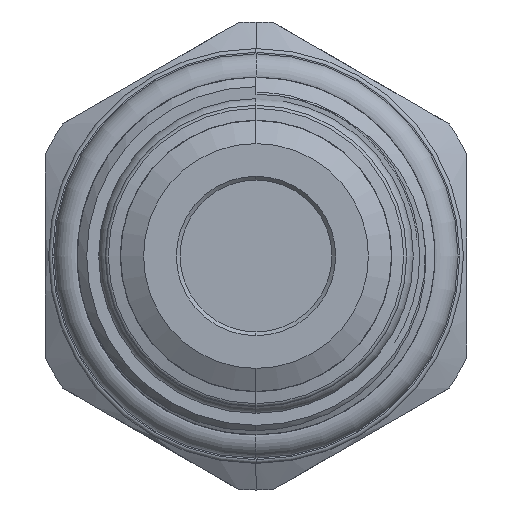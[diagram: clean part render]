
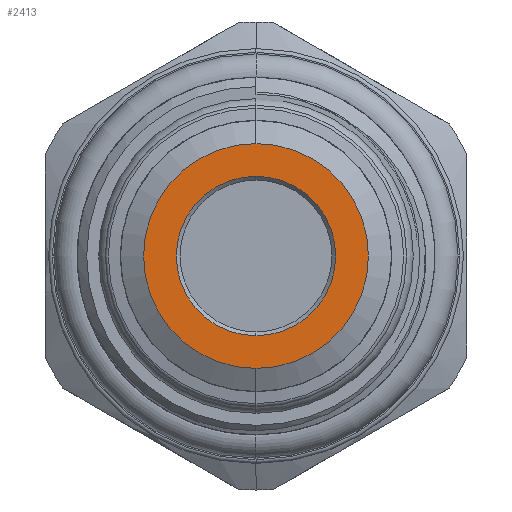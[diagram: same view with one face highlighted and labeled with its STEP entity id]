
A CAD part, left-side view. The second image highlights one B-rep face of the part: STEP entity #2413.
In plain terms, the highlighted planar face has unit normal (-1, 0, 0).
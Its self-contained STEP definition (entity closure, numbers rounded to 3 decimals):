
#359 = DIRECTION ( 'NONE',  ( 0., 0., -1. ) ) ;
#450 = EDGE_LOOP ( 'NONE', ( #3831, #6849 ) ) ;
#453 = DIRECTION ( 'NONE',  ( -1., 0., 0. ) ) ;
#763 = DIRECTION ( 'NONE',  ( 1., 0., 0. ) ) ;
#908 = CARTESIAN_POINT ( 'NONE',  ( -29.54, 0., -5.923 ) ) ;
#987 = DIRECTION ( 'NONE',  ( 0., 0., -1. ) ) ;
#1093 = PLANE ( 'NONE',  #3553 ) ;
#1525 = CIRCLE ( 'NONE', #4578, 5.923 ) ;
#1769 = AXIS2_PLACEMENT_3D ( 'NONE', #7601, #8320, #359 ) ;
#1785 = DIRECTION ( 'NONE',  ( 0., 0., 1. ) ) ;
#1866 = FACE_BOUND ( 'NONE', #450, .T. ) ;
#2105 = DIRECTION ( 'NONE',  ( 0., 0., -1. ) ) ;
#2205 = EDGE_CURVE ( 'NONE', #3929, #7220, #3972, .T. ) ;
#2231 = CIRCLE ( 'NONE', #1769, 4.2 ) ;
#2257 = VERTEX_POINT ( 'NONE', #2285 ) ;
#2285 = CARTESIAN_POINT ( 'NONE',  ( -29.54, 0., 5.923 ) ) ;
#2403 = CARTESIAN_POINT ( 'NONE',  ( -29.54, 0., 0. ) ) ;
#2413 = ADVANCED_FACE ( 'NONE', ( #1866, #5761 ), #1093, .F. ) ;
#2426 = CARTESIAN_POINT ( 'NONE',  ( -29.54, 0., 0. ) ) ;
#2571 = EDGE_CURVE ( 'NONE', #7885, #2257, #6581, .T. ) ;
#2686 = EDGE_LOOP ( 'NONE', ( #5031, #7060 ) ) ;
#3099 = DIRECTION ( 'NONE',  ( 1., 0., 0. ) ) ;
#3189 = DIRECTION ( 'NONE',  ( -1., 0., 0. ) ) ;
#3553 = AXIS2_PLACEMENT_3D ( 'NONE', #2403, #3099, #987 ) ;
#3831 = ORIENTED_EDGE ( 'NONE', *, *, #8235, .T. ) ;
#3929 = VERTEX_POINT ( 'NONE', #6655 ) ;
#3972 = CIRCLE ( 'NONE', #6391, 4.2 ) ;
#4325 = AXIS2_PLACEMENT_3D ( 'NONE', #4469, #453, #1785 ) ;
#4469 = CARTESIAN_POINT ( 'NONE',  ( -29.54, 0., 0. ) ) ;
#4477 = DIRECTION ( 'NONE',  ( 0., 0., 1. ) ) ;
#4578 = AXIS2_PLACEMENT_3D ( 'NONE', #2426, #3189, #4477 ) ;
#4786 = CARTESIAN_POINT ( 'NONE',  ( -29.54, 0., 0. ) ) ;
#5031 = ORIENTED_EDGE ( 'NONE', *, *, #2571, .T. ) ;
#5761 = FACE_OUTER_BOUND ( 'NONE', #2686, .T. ) ;
#5766 = EDGE_CURVE ( 'NONE', #2257, #7885, #1525, .T. ) ;
#6391 = AXIS2_PLACEMENT_3D ( 'NONE', #4786, #763, #2105 ) ;
#6581 = CIRCLE ( 'NONE', #4325, 5.923 ) ;
#6655 = CARTESIAN_POINT ( 'NONE',  ( -29.54, 0., -4.2 ) ) ;
#6849 = ORIENTED_EDGE ( 'NONE', *, *, #2205, .T. ) ;
#7060 = ORIENTED_EDGE ( 'NONE', *, *, #5766, .T. ) ;
#7220 = VERTEX_POINT ( 'NONE', #7324 ) ;
#7324 = CARTESIAN_POINT ( 'NONE',  ( -29.54, 0., 4.2 ) ) ;
#7601 = CARTESIAN_POINT ( 'NONE',  ( -29.54, 0., 0. ) ) ;
#7885 = VERTEX_POINT ( 'NONE', #908 ) ;
#8235 = EDGE_CURVE ( 'NONE', #7220, #3929, #2231, .T. ) ;
#8320 = DIRECTION ( 'NONE',  ( 1., 0., 0. ) ) ;
